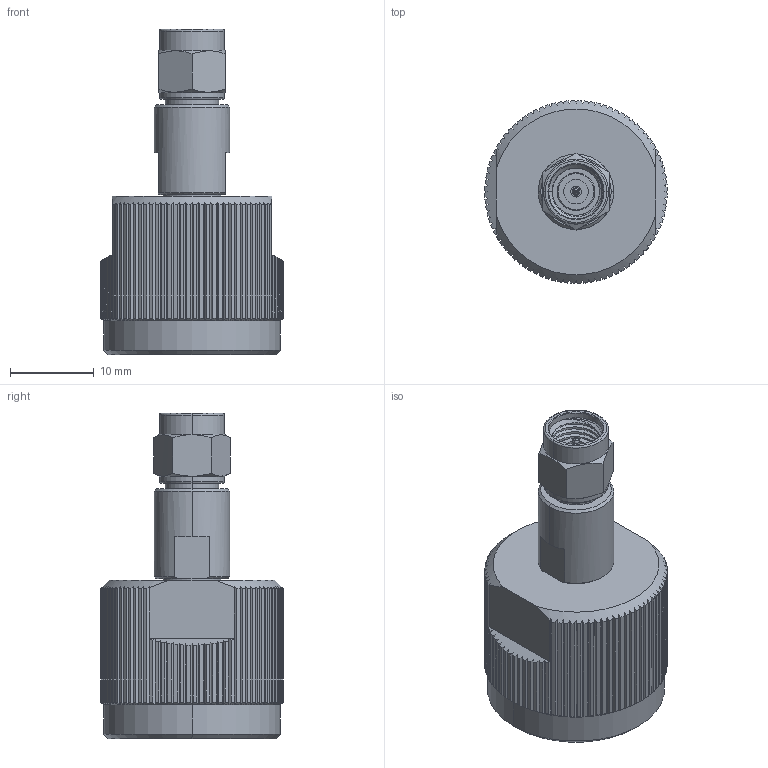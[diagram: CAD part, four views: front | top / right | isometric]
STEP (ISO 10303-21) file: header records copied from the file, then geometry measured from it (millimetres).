
FILE_DESCRIPTION (( 'STEP AP214' ), '1' );
FILE_NAME ('CT-2FNKM-LN1.STEP', '2025-01-24T20:56:42', ( '' ), ( '' ), 'SwSTEP 2.0', 'SolidWorks 2021', '' );
FILE_SCHEMA (( 'AUTOMOTIVE_DESIGN' ));
Length unit declared in the file: inch
Products named in the file (1): CT-2FNKM-LN1
Bounding box: 21.8 x 21.8 x 38.81 mm (x, y, z)
Volume: 6545.4 mm3; surface area: 4018 mm2
Topology: 3 solids, 3 shells, 533 faces, 1316 edges, 803 vertices
Faces by surface type: plane 233, cylinder 159, cone 126, torus 9, bspline 4, sphere 2
Entity records: 25100 total; most frequent: CARTESIAN_POINT 6163, ORIENTED_EDGE 2618, DIRECTION 2371, EDGE_CURVE 1309, AXIS2_PLACEMENT_3D 945, VERTEX_POINT 802, EDGE_LOOP 555, DIMENSIONAL_EXPONENTS 537
